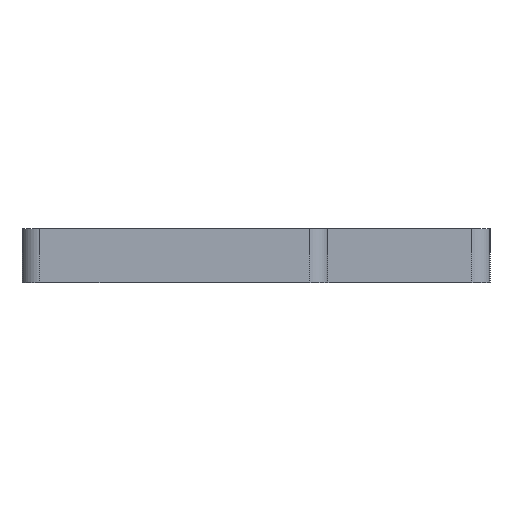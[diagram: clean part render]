
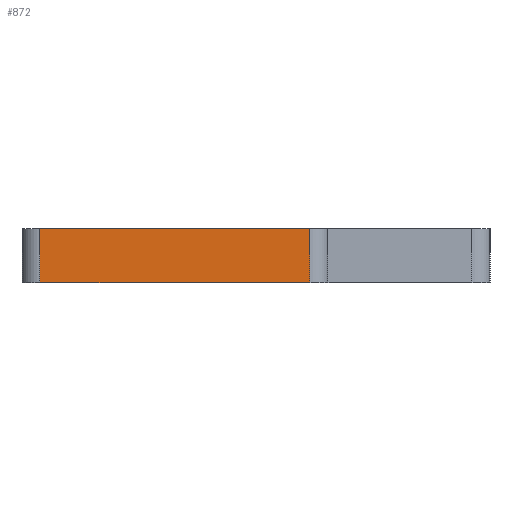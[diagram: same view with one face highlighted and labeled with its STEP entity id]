
A CAD part, left-side view. The second image highlights one B-rep face of the part: STEP entity #872.
In plain terms, the highlighted planar face has unit normal (-1, 0.012, 0).
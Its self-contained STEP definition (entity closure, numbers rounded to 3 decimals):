
#70 = DIRECTION ( 'NONE',  ( 0.012, 1., 0. ) ) ;
#96 = ORIENTED_EDGE ( 'NONE', *, *, #354, .T. ) ;
#111 = LINE ( 'NONE', #934, #767 ) ;
#116 = VECTOR ( 'NONE', #505, 1000. ) ;
#134 = AXIS2_PLACEMENT_3D ( 'NONE', #611, #304, #70 ) ;
#195 = CARTESIAN_POINT ( 'NONE',  ( -44.032, 10.288, 0. ) ) ;
#197 = CARTESIAN_POINT ( 'NONE',  ( -44.228, -5.7, 3. ) ) ;
#218 = ORIENTED_EDGE ( 'NONE', *, *, #320, .F. ) ;
#237 = CARTESIAN_POINT ( 'NONE',  ( -44.228, -5.7, 0. ) ) ;
#286 = DIRECTION ( 'NONE',  ( 0., 0., -1. ) ) ;
#290 = VERTEX_POINT ( 'NONE', #686 ) ;
#304 = DIRECTION ( 'NONE',  ( 1., -0.012, 0. ) ) ;
#320 = EDGE_CURVE ( 'NONE', #471, #290, #111, .T. ) ;
#354 = EDGE_CURVE ( 'NONE', #546, #290, #1007, .T. ) ;
#418 = ORIENTED_EDGE ( 'NONE', *, *, #852, .T. ) ;
#428 = LINE ( 'NONE', #195, #116 ) ;
#441 = CARTESIAN_POINT ( 'NONE',  ( -44.044, 9.3, 3. ) ) ;
#471 = VERTEX_POINT ( 'NONE', #614 ) ;
#505 = DIRECTION ( 'NONE',  ( -0.012, -1., 0. ) ) ;
#510 = VECTOR ( 'NONE', #581, 1000. ) ;
#513 = DIRECTION ( 'NONE',  ( -0.012, -1., 0. ) ) ;
#541 = FACE_OUTER_BOUND ( 'NONE', #718, .T. ) ;
#542 = VECTOR ( 'NONE', #286, 1000. ) ;
#546 = VERTEX_POINT ( 'NONE', #237 ) ;
#581 = DIRECTION ( 'NONE',  ( 0., 0., 1. ) ) ;
#611 = CARTESIAN_POINT ( 'NONE',  ( -44.032, 10.288, 3. ) ) ;
#614 = CARTESIAN_POINT ( 'NONE',  ( -44.044, 9.3, 3. ) ) ;
#686 = CARTESIAN_POINT ( 'NONE',  ( -44.228, -5.7, 3. ) ) ;
#694 = EDGE_CURVE ( 'NONE', #471, #1004, #774, .T. ) ;
#718 = EDGE_LOOP ( 'NONE', ( #218, #810, #418, #96 ) ) ;
#767 = VECTOR ( 'NONE', #513, 1000. ) ;
#774 = LINE ( 'NONE', #441, #542 ) ;
#810 = ORIENTED_EDGE ( 'NONE', *, *, #694, .T. ) ;
#852 = EDGE_CURVE ( 'NONE', #1004, #546, #428, .T. ) ;
#872 = ADVANCED_FACE ( 'NONE', ( #541 ), #1042, .F. ) ;
#900 = CARTESIAN_POINT ( 'NONE',  ( -44.044, 9.3, 0. ) ) ;
#934 = CARTESIAN_POINT ( 'NONE',  ( -44.032, 10.288, 3. ) ) ;
#1004 = VERTEX_POINT ( 'NONE', #900 ) ;
#1007 = LINE ( 'NONE', #197, #510 ) ;
#1042 = PLANE ( 'NONE',  #134 ) ;
